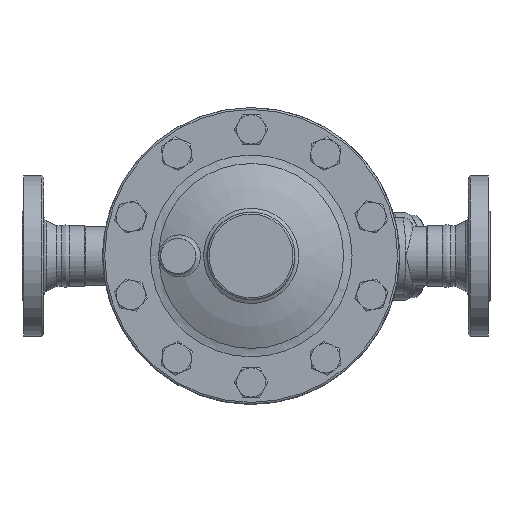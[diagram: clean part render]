
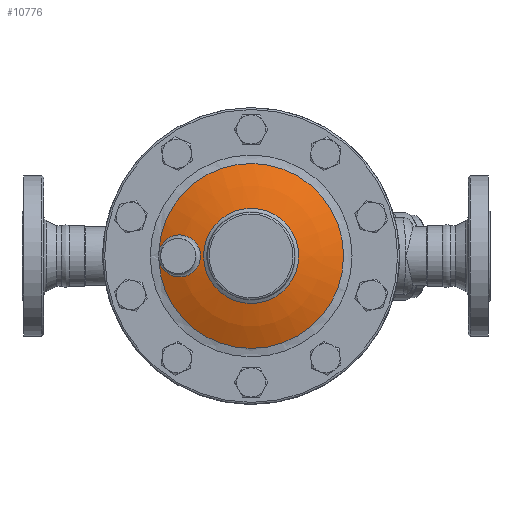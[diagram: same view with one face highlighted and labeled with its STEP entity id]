
A CAD part, top view. The second image highlights one B-rep face of the part: STEP entity #10776.
In plain terms, the highlighted spherical face has radius 218 mm.
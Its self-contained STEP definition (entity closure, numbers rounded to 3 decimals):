
#9531=CARTESIAN_POINT('',(-94.957,3.557,35.));
#9532=VERTEX_POINT('',#9531);
#9548=CARTESIAN_POINT('',(-94.957,-3.557,35.));
#9549=VERTEX_POINT('',#9548);
#9550=CARTESIAN_POINT('',(0.0,0.0,35.0));
#9551=DIRECTION('',(0.0,0.0,-1.0));
#9552=DIRECTION('',(0.0,1.0,0.0));
#9553=AXIS2_PLACEMENT_3D('',#9550,#9551,#9552);
#9554=CIRCLE('',#9553,95.024);
#9555=EDGE_CURVE('',#9532,#9549,#9554,.T.);
#10447=CARTESIAN_POINT('',(-94.957,-3.557,35.));
#10448=CARTESIAN_POINT('',(-94.932,-3.711,35.01));
#10449=CARTESIAN_POINT('',(-94.85,-4.17,35.04));
#10450=CARTESIAN_POINT('',(-94.41,-6.253,35.205));
#10451=CARTESIAN_POINT('',(-93.518,-8.722,35.54));
#10452=CARTESIAN_POINT('',(-92.332,-10.87,35.983));
#10453=CARTESIAN_POINT('',(-91.684,-11.905,36.225));
#10454=CARTESIAN_POINT('',(-91.106,-12.746,36.44));
#10455=CARTESIAN_POINT('',(-90.108,-14.035,36.812));
#10456=CARTESIAN_POINT('',(-89.006,-15.232,37.222));
#10457=CARTESIAN_POINT('',(-87.819,-16.322,37.662));
#10458=CARTESIAN_POINT('',(-87.097,-16.914,37.929));
#10459=CARTESIAN_POINT('',(-86.359,-17.476,38.202));
#10460=CARTESIAN_POINT('',(-85.491,-18.087,38.522));
#10461=CARTESIAN_POINT('',(-83.792,-19.126,39.148));
#10462=CARTESIAN_POINT('',(-81.866,-20.028,39.855));
#10463=CARTESIAN_POINT('',(-80.186,-20.601,40.469));
#10464=CARTESIAN_POINT('',(-79.179,-20.889,40.836));
#10465=CARTESIAN_POINT('',(-77.662,-21.264,41.389));
#10466=CARTESIAN_POINT('',(-75.26,-21.62,42.261));
#10467=CARTESIAN_POINT('',(-72.629,-21.624,43.211));
#10468=CARTESIAN_POINT('',(-70.937,-21.441,43.818));
#10469=CARTESIAN_POINT('',(-69.907,-21.282,44.188));
#10470=CARTESIAN_POINT('',(-68.37,-20.988,44.739));
#10471=CARTESIAN_POINT('',(-65.962,-20.274,45.599));
#10472=CARTESIAN_POINT('',(-63.673,-19.207,46.412));
#10473=CARTESIAN_POINT('',(-62.308,-18.394,46.895));
#10474=CARTESIAN_POINT('',(-61.418,-17.818,47.21));
#10475=CARTESIAN_POINT('',(-60.005,-16.81,47.709));
#10476=CARTESIAN_POINT('',(-58.394,-15.365,48.276));
#10477=CARTESIAN_POINT('',(-56.955,-13.744,48.781));
#10478=CARTESIAN_POINT('',(-55.644,-12.026,49.241));
#10479=CARTESIAN_POINT('',(-54.231,-9.662,49.735));
#10480=CARTESIAN_POINT('',(-53.27,-7.288,50.07));
#10481=CARTESIAN_POINT('',(-52.806,-5.705,50.231));
#10482=CARTESIAN_POINT('',(-52.57,-4.767,50.313));
#10483=CARTESIAN_POINT('',(-52.416,-4.019,50.367));
#10484=CARTESIAN_POINT('',(-52.142,-2.373,50.462));
#10485=CARTESIAN_POINT('',(-51.959,0.004,50.526));
#10486=CARTESIAN_POINT('',(-52.151,2.486,50.459));
#10487=CARTESIAN_POINT('',(-52.533,4.676,50.326));
#10488=CARTESIAN_POINT('',(-52.948,6.297,50.182));
#10489=CARTESIAN_POINT('',(-53.536,7.924,49.977));
#10490=CARTESIAN_POINT('',(-53.973,8.933,49.825));
#10491=CARTESIAN_POINT('',(-54.445,9.919,49.66));
#10492=CARTESIAN_POINT('',(-55.001,10.94,49.465));
#10493=CARTESIAN_POINT('',(-55.588,11.865,49.26));
#10494=CARTESIAN_POINT('',(-56.287,12.878,49.016));
#10495=CARTESIAN_POINT('',(-57.04,13.849,48.751));
#10496=CARTESIAN_POINT('',(-58.499,15.458,48.239));
#10497=CARTESIAN_POINT('',(-60.19,16.977,47.644));
#10498=CARTESIAN_POINT('',(-61.958,18.193,47.019));
#10499=CARTESIAN_POINT('',(-63.494,19.089,46.475));
#10500=CARTESIAN_POINT('',(-65.643,20.152,45.712));
#10501=CARTESIAN_POINT('',(-67.7,20.817,44.979));
#10502=CARTESIAN_POINT('',(-69.327,21.168,44.396));
#10503=CARTESIAN_POINT('',(-70.358,21.371,44.027));
#10504=CARTESIAN_POINT('',(-71.86,21.56,43.487));
#10505=CARTESIAN_POINT('',(-73.696,21.623,42.825));
#10506=CARTESIAN_POINT('',(-75.261,21.562,42.26));
#10507=CARTESIAN_POINT('',(-76.811,21.39,41.698));
#10508=CARTESIAN_POINT('',(-78.874,21.008,40.948));
#10509=CARTESIAN_POINT('',(-80.895,20.4,40.21));
#10510=CARTESIAN_POINT('',(-82.836,19.574,39.499));
#10511=CARTESIAN_POINT('',(-84.704,18.613,38.812));
#10512=CARTESIAN_POINT('',(-86.707,17.288,38.074));
#10513=CARTESIAN_POINT('',(-88.507,15.724,37.407));
#10514=CARTESIAN_POINT('',(-89.624,14.561,36.992));
#10515=CARTESIAN_POINT('',(-90.672,13.338,36.602));
#10516=CARTESIAN_POINT('',(-91.818,11.773,36.175));
#10517=CARTESIAN_POINT('',(-92.889,9.895,35.775));
#10518=CARTESIAN_POINT('',(-93.568,8.393,35.521));
#10519=CARTESIAN_POINT('',(-94.159,6.861,35.3));
#10520=CARTESIAN_POINT('',(-94.621,5.312,35.126));
#10521=CARTESIAN_POINT('',(-94.879,4.026,35.029));
#10522=CARTESIAN_POINT('',(-94.957,3.557,35.));
#10523=B_SPLINE_CURVE_WITH_KNOTS('',3,(#10447,#10448,#10449,#10450,#10451,#10452,#10453,#10454,#10455,#10456,#10457,#10458,#10459,#10460,#10461,#10462,#10463,#10464,#10465,#10466,#10467,#10468,#10469,#10470,#10471,#10472,#10473,#10474,#10475,#10476,#10477,#10478,#10479,#10480,#10481,#10482,#10483,#10484,#10485,#10486,#10487,#10488,#10489,#10490,#10491,#10492,#10493,#10494,#10495,#10496,#10497,#10498,#10499,#10500,#10501,#10502,#10503,#10504,#10505,#10506,#10507,#10508,#10509,#10510,#10511,#10512,#10513,#10514,#10515,#10516,#10517,#10518,#10519,#10520,#10521,#10522),.UNSPECIFIED.,.F.,.U.,(4,1,1,1,1,1,1,1,1,1,1,1,1,1,1,1,1,1,1,1,1,1,1,1,1,1,1,1,1,1,1,1,1,1,1,1,1,1,1,1,1,1,1,1,1,1,1,1,1,1,1,1,1,1,1,1,1,1,1,1,1,1,1,1,1,1,1,1,1,1,1,1,1,4),(-10.92,-10.882,-10.807,-10.407,-10.257,-10.207,-10.107,-10.006,-9.806,-9.706,-9.606,-9.573,-9.473,-9.339,-9.073,-8.939,-8.889,-8.806,-8.539,-8.272,-8.139,-8.105,-8.005,-7.738,-7.472,-7.371,-7.338,-7.205,-6.938,-6.804,-6.671,-6.404,-6.137,-6.054,-6.004,-5.904,-5.87,-5.604,-5.337,-5.27,-5.07,-4.937,-4.853,-4.803,-4.67,-4.57,-4.536,-4.369,-4.269,-4.003,-3.802,-3.736,-3.558,-3.202,-3.185,-3.135,-2.935,-2.802,-2.668,-2.535,-2.402,-2.135,-2.001,-1.868,-1.601,-1.401,-1.276,-1.201,-1.001,-0.801,-0.675,-0.6,-0.4,-0.286),.UNSPECIFIED.);
#10524=EDGE_CURVE('',#9549,#9532,#10523,.T.);
#10752=CARTESIAN_POINT('',(48.879,0.,51.25));
#10753=VERTEX_POINT('',#10752);
#10754=CARTESIAN_POINT('',(0.0,0.0,51.25));
#10755=DIRECTION('',(0.0,0.0,1.0));
#10756=DIRECTION('',(-1.0,0.0,0.0));
#10757=AXIS2_PLACEMENT_3D('',#10754,#10755,#10756);
#10758=CIRCLE('',#10757,48.879);
#10759=EDGE_CURVE('',#10753,#10753,#10758,.T.);
#10764=CARTESIAN_POINT('',(0.0,0.0,-161.2));
#10765=DIRECTION('',(0.0,0.0,1.0));
#10766=DIRECTION('',(1.0,0.0,0.0));
#10767=AXIS2_PLACEMENT_3D('',#10764,#10765,#10766);
#10768=SPHERICAL_SURFACE('',#10767,218.);
#10769=ORIENTED_EDGE('',*,*,#9555,.F.);
#10770=ORIENTED_EDGE('',*,*,#10524,.F.);
#10771=EDGE_LOOP('',(#10769,#10770));
#10772=FACE_OUTER_BOUND('',#10771,.T.);
#10773=ORIENTED_EDGE('',*,*,#10759,.F.);
#10774=EDGE_LOOP('',(#10773));
#10775=FACE_BOUND('',#10774,.T.);
#10776=ADVANCED_FACE('',(#10772,#10775),#10768,.T.);
